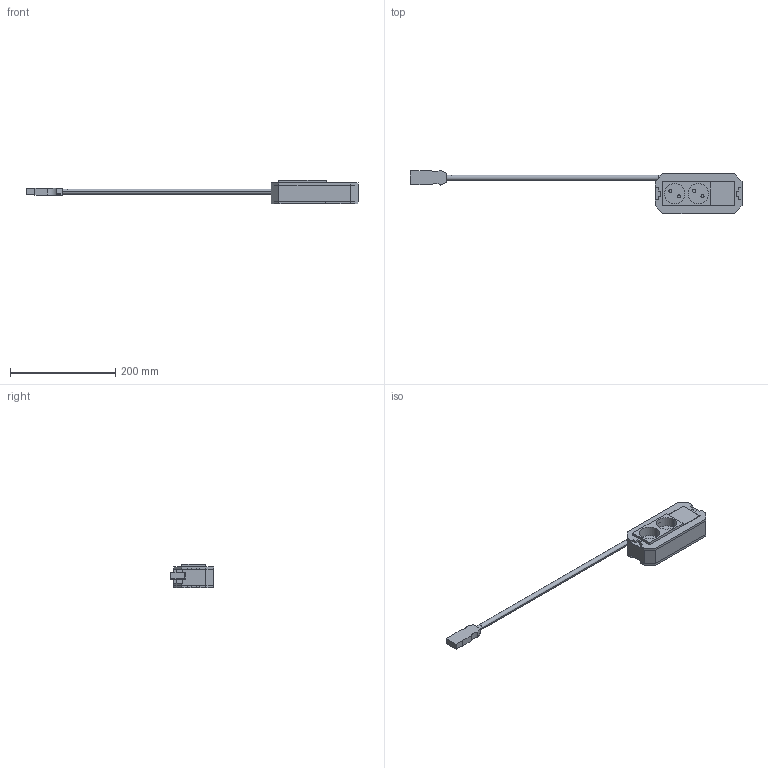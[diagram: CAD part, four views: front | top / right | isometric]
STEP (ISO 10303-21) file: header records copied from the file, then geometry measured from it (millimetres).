
FILE_DESCRIPTION (( 'STEP AP214' ), '1' );
FILE_NAME ('7404610.stp', '2020-12-09T07:06:42', ( '' ), ( '' ), 'SwSTEP 2.0', 'SolidWorks 2020', '' );
FILE_SCHEMA (( 'AUTOMOTIVE_DESIGN' ));
Length unit declared in the file: millimetre
Products named in the file (13): 071653_Standard; 044040_Standard; 109367T1_f〉 konfektionierten UT; 30324E_Standard; 072940_Standard; 044047_Standard; P_0000011081_1_Stecker; 071650_Standard; 044406_Standard; 109367_f〉 konfektionierten UT; 7404610; 077657_Standard
Assembly tree (12 placements, depth 4):
  7404610
    072940_Standard
    071653_Standard
    044406_Standard
      044047_Standard
      077657_Standard
        044040_Standard
    30324E_Standard
    109367_f〉 konfektionierten UT
      P_0000011081_1_Stecker
      109367T1_f〉 konfektionierten UT
    071650_Standard
    071650_Standard
Bounding box: 630.11 x 82.33 x 45.25 mm (x, y, z)
Volume: 327285.9 mm3; surface area: 130826.3 mm2
Topology: 9 solids, 9 shells, 182 faces, 464 edges, 308 vertices
Faces by surface type: plane 146, cylinder 34, torus 2
Entity records: 5977 total; most frequent: CARTESIAN_POINT 972, DIRECTION 934, ORIENTED_EDGE 928, EDGE_CURVE 464, LINE 394, VECTOR 394, VERTEX_POINT 308, AXIS2_PLACEMENT_3D 270
